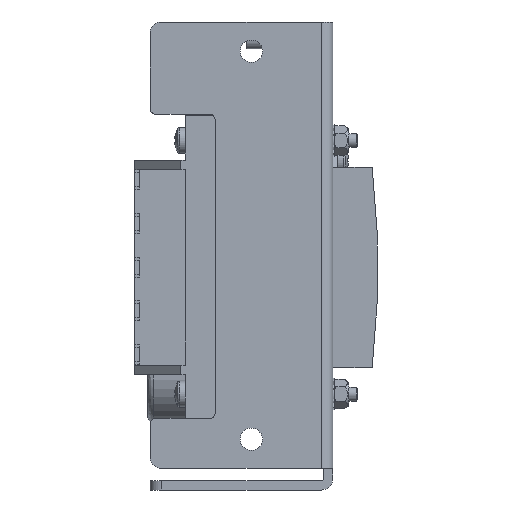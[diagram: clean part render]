
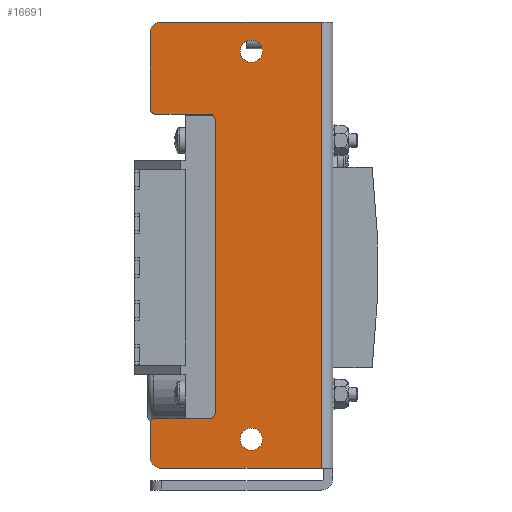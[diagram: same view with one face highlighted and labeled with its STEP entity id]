
A CAD part, left-side view. The second image highlights one B-rep face of the part: STEP entity #16691.
In plain terms, the highlighted planar face has unit normal (-1, 0, 0).
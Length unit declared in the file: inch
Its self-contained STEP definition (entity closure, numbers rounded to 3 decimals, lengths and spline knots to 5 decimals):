
#65 = LINE ( 'NONE', #4770, #28021 ) ;
#100 = DIRECTION ( 'NONE',  ( 0., 0., -1. ) ) ;
#145 = ORIENTED_EDGE ( 'NONE', *, *, #4383, .T. ) ;
#409 = PLANE ( 'NONE',  #21350 ) ;
#643 = VERTEX_POINT ( 'NONE', #29312 ) ;
#681 = EDGE_CURVE ( 'NONE', #15416, #24350, #30960, .T. ) ;
#1211 = LINE ( 'NONE', #8498, #6992 ) ;
#1921 = ORIENTED_EDGE ( 'NONE', *, *, #20469, .T. ) ;
#2092 = ORIENTED_EDGE ( 'NONE', *, *, #29813, .F. ) ;
#2193 = DIRECTION ( 'NONE',  ( 0., -1., 0. ) ) ;
#2409 = CARTESIAN_POINT ( 'NONE',  ( -4.875, 1.5625, -3.8125 ) ) ;
#2481 = CARTESIAN_POINT ( 'NONE',  ( -4.875, 1.5625, -0.1 ) ) ;
#2490 = CARTESIAN_POINT ( 'NONE',  ( -4.875, 1.5625, 0. ) ) ;
#2800 = ORIENTED_EDGE ( 'NONE', *, *, #681, .T. ) ;
#2883 = DIRECTION ( 'NONE',  ( 0., 0., -1. ) ) ;
#2955 = LINE ( 'NONE', #2490, #31026 ) ;
#3642 = CARTESIAN_POINT ( 'NONE',  ( -4.875, 0.69636, -3.46781 ) ) ;
#3820 = CARTESIAN_POINT ( 'NONE',  ( -4.875, 1.5625, -3.43583 ) ) ;
#4045 = CARTESIAN_POINT ( 'NONE',  ( -4.875, 1.5625, -3.38583 ) ) ;
#4199 = AXIS2_PLACEMENT_3D ( 'NONE', #18639, #8477, #20585 ) ;
#4383 = EDGE_CURVE ( 'NONE', #28241, #25093, #18196, .T. ) ;
#4770 = CARTESIAN_POINT ( 'NONE',  ( -4.875, 1.5625, -3.8125 ) ) ;
#5857 = DIRECTION ( 'NONE',  ( 0., 0., -1. ) ) ;
#6759 = CARTESIAN_POINT ( 'NONE',  ( -4.875, 0.69636, -0.15374 ) ) ;
#6992 = VECTOR ( 'NONE', #23509, 39.37008 ) ;
#7093 = DIRECTION ( 'NONE',  ( 1., 0., 0. ) ) ;
#7375 = EDGE_CURVE ( 'NONE', #15959, #15959, #9880, .T. ) ;
#7888 = LINE ( 'NONE', #2409, #28664 ) ;
#8205 = EDGE_CURVE ( 'NONE', #9434, #15416, #13387, .T. ) ;
#8273 = ORIENTED_EDGE ( 'NONE', *, *, #15389, .T. ) ;
#8477 = DIRECTION ( 'NONE',  ( 1., 0., 0. ) ) ;
#8498 = CARTESIAN_POINT ( 'NONE',  ( -4.875, 0.1, -3.8125 ) ) ;
#8857 = CARTESIAN_POINT ( 'NONE',  ( -4.875, 1.5625, -0.7874 ) ) ;
#9195 = DIRECTION ( 'NONE',  ( 0., 0., -1. ) ) ;
#9429 = ORIENTED_EDGE ( 'NONE', *, *, #12667, .T. ) ;
#9434 = VERTEX_POINT ( 'NONE', #9699 ) ;
#9699 = CARTESIAN_POINT ( 'NONE',  ( -4.875, 1.5625, -0.7374 ) ) ;
#9880 = CIRCLE ( 'NONE', #4199, 0.09547 ) ;
#10806 = AXIS2_PLACEMENT_3D ( 'NONE', #22247, #26608, #100 ) ;
#10859 = CARTESIAN_POINT ( 'NONE',  ( -4.875, 1.05541, -0.8374 ) ) ;
#11004 = CARTESIAN_POINT ( 'NONE',  ( -4.875, 1.4625, -3.7125 ) ) ;
#11153 = ORIENTED_EDGE ( 'NONE', *, *, #11463, .T. ) ;
#11463 = EDGE_CURVE ( 'NONE', #25093, #28203, #28581, .T. ) ;
#12202 = VERTEX_POINT ( 'NONE', #26546 ) ;
#12552 = DIRECTION ( 'NONE',  ( 0., 0., 1. ) ) ;
#12649 = DIRECTION ( 'NONE',  ( 0., 0., -1. ) ) ;
#12667 = EDGE_CURVE ( 'NONE', #22829, #26037, #16867, .T. ) ;
#13387 = CIRCLE ( 'NONE', #10806, 0.05 ) ;
#13413 = DIRECTION ( 'NONE',  ( 0., 1., 0. ) ) ;
#13525 = DIRECTION ( 'NONE',  ( 0., 0., 1. ) ) ;
#13791 = DIRECTION ( 'NONE',  ( 0., 0., -1. ) ) ;
#13957 = CARTESIAN_POINT ( 'NONE',  ( -4.875, 0.1, 0. ) ) ;
#14608 = CARTESIAN_POINT ( 'NONE',  ( -4.875, 1.5625, -3.8125 ) ) ;
#14615 = EDGE_CURVE ( 'NONE', #26068, #30900, #2955, .T. ) ;
#14851 = ORIENTED_EDGE ( 'NONE', *, *, #31291, .T. ) ;
#15136 = FACE_BOUND ( 'NONE', #31089, .T. ) ;
#15389 = EDGE_CURVE ( 'NONE', #30900, #20417, #27952, .T. ) ;
#15416 = VERTEX_POINT ( 'NONE', #21111 ) ;
#15683 = EDGE_CURVE ( 'NONE', #24350, #19512, #31596, .T. ) ;
#15924 = VERTEX_POINT ( 'NONE', #3642 ) ;
#15959 = VERTEX_POINT ( 'NONE', #6759 ) ;
#16475 = ORIENTED_EDGE ( 'NONE', *, *, #30072, .T. ) ;
#16634 = ORIENTED_EDGE ( 'NONE', *, *, #15683, .T. ) ;
#16691 = ADVANCED_FACE ( 'NONE', ( #22417, #15136, #26760 ), #409, .T. ) ;
#16788 = CARTESIAN_POINT ( 'NONE',  ( -4.875, 1.00541, -0.8374 ) ) ;
#16867 = LINE ( 'NONE', #14608, #26751 ) ;
#17057 = VECTOR ( 'NONE', #12649, 39.37008 ) ;
#17081 = EDGE_CURVE ( 'NONE', #643, #12202, #65, .T. ) ;
#17480 = CARTESIAN_POINT ( 'NONE',  ( -4.875, 0.69636, -3.56329 ) ) ;
#17543 = CARTESIAN_POINT ( 'NONE',  ( -4.875, 1.5625, -3.8125 ) ) ;
#18122 = DIRECTION ( 'NONE',  ( 1., 0., 0. ) ) ;
#18196 = CIRCLE ( 'NONE', #22324, 0.05 ) ;
#18463 = CARTESIAN_POINT ( 'NONE',  ( -4.875, 1.5125, -3.43583 ) ) ;
#18518 = DIRECTION ( 'NONE',  ( -1., 0., 0. ) ) ;
#18639 = CARTESIAN_POINT ( 'NONE',  ( -4.875, 0.69636, -0.24921 ) ) ;
#18809 = VECTOR ( 'NONE', #2193, 39.37008 ) ;
#19448 = DIRECTION ( 'NONE',  ( 1., 0., 0. ) ) ;
#19454 = CARTESIAN_POINT ( 'NONE',  ( -4.875, 1.5625, -3.7125 ) ) ;
#19512 = VERTEX_POINT ( 'NONE', #16788 ) ;
#19559 = ORIENTED_EDGE ( 'NONE', *, *, #14615, .T. ) ;
#19868 = EDGE_LOOP ( 'NONE', ( #1921, #145, #11153, #14851, #9429, #16475, #30714, #2092, #19559, #8273, #27318, #23377, #2800, #16634 ) ) ;
#19943 = CARTESIAN_POINT ( 'NONE',  ( -4.875, 1.05541, -0.7874 ) ) ;
#20417 = VERTEX_POINT ( 'NONE', #2481 ) ;
#20467 = AXIS2_PLACEMENT_3D ( 'NONE', #18463, #25565, #13791 ) ;
#20469 = EDGE_CURVE ( 'NONE', #19512, #28241, #25073, .T. ) ;
#20585 = DIRECTION ( 'NONE',  ( 0., 0., 1. ) ) ;
#20932 = CARTESIAN_POINT ( 'NONE',  ( -4.875, 1.00541, -3.33583 ) ) ;
#21111 = CARTESIAN_POINT ( 'NONE',  ( -4.875, 1.5125, -0.7874 ) ) ;
#21350 = AXIS2_PLACEMENT_3D ( 'NONE', #17543, #22094, #12552 ) ;
#21634 = CARTESIAN_POINT ( 'NONE',  ( -4.875, 1.05541, -3.33583 ) ) ;
#21982 = AXIS2_PLACEMENT_3D ( 'NONE', #11004, #25207, #30531 ) ;
#22033 = DIRECTION ( 'NONE',  ( 0., 0., 1. ) ) ;
#22094 = DIRECTION ( 'NONE',  ( -1., 0., 0. ) ) ;
#22247 = CARTESIAN_POINT ( 'NONE',  ( -4.875, 1.5125, -0.7374 ) ) ;
#22289 = ORIENTED_EDGE ( 'NONE', *, *, #29865, .T. ) ;
#22324 = AXIS2_PLACEMENT_3D ( 'NONE', #21634, #7093, #9195 ) ;
#22417 = FACE_BOUND ( 'NONE', #27776, .T. ) ;
#22550 = CIRCLE ( 'NONE', #20467, 0.05 ) ;
#22607 = EDGE_CURVE ( 'NONE', #20417, #9434, #7888, .T. ) ;
#22829 = VERTEX_POINT ( 'NONE', #3820 ) ;
#23377 = ORIENTED_EDGE ( 'NONE', *, *, #8205, .T. ) ;
#23509 = DIRECTION ( 'NONE',  ( 0., 0., -1. ) ) ;
#24350 = VERTEX_POINT ( 'NONE', #19943 ) ;
#24460 = DIRECTION ( 'NONE',  ( 0., 0., -1. ) ) ;
#24575 = CARTESIAN_POINT ( 'NONE',  ( -4.875, 1.05541, -3.38583 ) ) ;
#24764 = CARTESIAN_POINT ( 'NONE',  ( -4.875, 1.00541, -3.8125 ) ) ;
#24774 = ORIENTED_EDGE ( 'NONE', *, *, #7375, .T. ) ;
#25029 = CIRCLE ( 'NONE', #29155, 0.09547 ) ;
#25073 = LINE ( 'NONE', #24764, #17057 ) ;
#25093 = VERTEX_POINT ( 'NONE', #24575 ) ;
#25207 = DIRECTION ( 'NONE',  ( -1., 0., 0. ) ) ;
#25561 = CIRCLE ( 'NONE', #21982, 0.1 ) ;
#25565 = DIRECTION ( 'NONE',  ( -1., 0., 0. ) ) ;
#26037 = VERTEX_POINT ( 'NONE', #19454 ) ;
#26068 = VERTEX_POINT ( 'NONE', #13957 ) ;
#26546 = CARTESIAN_POINT ( 'NONE',  ( -4.875, 0.1, -3.8125 ) ) ;
#26608 = DIRECTION ( 'NONE',  ( -1., 0., 0. ) ) ;
#26751 = VECTOR ( 'NONE', #24460, 39.37008 ) ;
#26760 = FACE_OUTER_BOUND ( 'NONE', #19868, .T. ) ;
#27318 = ORIENTED_EDGE ( 'NONE', *, *, #22607, .T. ) ;
#27648 = DIRECTION ( 'NONE',  ( 0., 1., 0. ) ) ;
#27776 = EDGE_LOOP ( 'NONE', ( #22289 ) ) ;
#27952 = CIRCLE ( 'NONE', #29518, 0.1 ) ;
#27973 = AXIS2_PLACEMENT_3D ( 'NONE', #10859, #18122, #5857 ) ;
#28021 = VECTOR ( 'NONE', #31892, 39.37008 ) ;
#28203 = VERTEX_POINT ( 'NONE', #29380 ) ;
#28241 = VERTEX_POINT ( 'NONE', #20932 ) ;
#28581 = LINE ( 'NONE', #4045, #30284 ) ;
#28664 = VECTOR ( 'NONE', #2883, 39.37008 ) ;
#29155 = AXIS2_PLACEMENT_3D ( 'NONE', #17480, #19448, #22033 ) ;
#29312 = CARTESIAN_POINT ( 'NONE',  ( -4.875, 1.4625, -3.8125 ) ) ;
#29380 = CARTESIAN_POINT ( 'NONE',  ( -4.875, 1.5125, -3.38583 ) ) ;
#29518 = AXIS2_PLACEMENT_3D ( 'NONE', #31284, #18518, #13525 ) ;
#29813 = EDGE_CURVE ( 'NONE', #26068, #12202, #1211, .T. ) ;
#29865 = EDGE_CURVE ( 'NONE', #15924, #15924, #25029, .T. ) ;
#30072 = EDGE_CURVE ( 'NONE', #26037, #643, #25561, .T. ) ;
#30284 = VECTOR ( 'NONE', #13413, 39.37008 ) ;
#30531 = DIRECTION ( 'NONE',  ( 0., 0., -1. ) ) ;
#30714 = ORIENTED_EDGE ( 'NONE', *, *, #17081, .T. ) ;
#30770 = CARTESIAN_POINT ( 'NONE',  ( -4.875, 1.4625, 0. ) ) ;
#30900 = VERTEX_POINT ( 'NONE', #30770 ) ;
#30960 = LINE ( 'NONE', #8857, #18809 ) ;
#31026 = VECTOR ( 'NONE', #27648, 39.37008 ) ;
#31089 = EDGE_LOOP ( 'NONE', ( #24774 ) ) ;
#31284 = CARTESIAN_POINT ( 'NONE',  ( -4.875, 1.4625, -0.1 ) ) ;
#31291 = EDGE_CURVE ( 'NONE', #28203, #22829, #22550, .T. ) ;
#31596 = CIRCLE ( 'NONE', #27973, 0.05 ) ;
#31892 = DIRECTION ( 'NONE',  ( 0., -1., 0. ) ) ;
